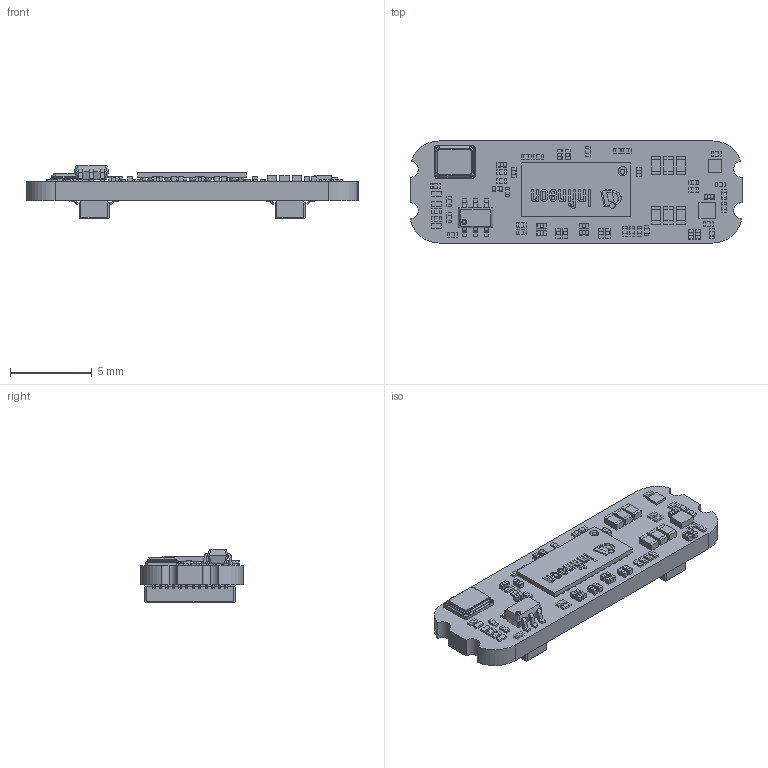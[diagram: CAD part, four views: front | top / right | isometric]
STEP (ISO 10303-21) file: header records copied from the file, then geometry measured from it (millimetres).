
FILE_DESCRIPTION(('Open CASCADE Model'),'2;1');
FILE_NAME('Open CASCADE Shape Model','2021-09-06T12:29:45',('Author'),( 'Open CASCADE'),'Open CASCADE STEP processor 6.8','Open CASCADE 6.8' ,'Unknown');
FILE_SCHEMA(('AUTOMOTIVE_DESIGN { 1 0 10303 214 1 1 1 1 }'));
Length unit declared in the file: millimetre
Products named in the file (88): PCB; Board; Open CASCADE STEP translator 6.8 1.1.1; Open CASCADE STEP translator 6.8 1.1.1.1; J4; 6395695312; Extruded; 6395695552; J3; 6395346624; 6395346864; R29; R28; R25; R23; R22; R5; U1; BGA-42_0.5P_3.30X6.70X0.56; C4; User_Library-cap_0201; P; 6395693952; R11; R1; L3; L1; C14; C13; C12; C10; C9; C3; C1; U3; 6395696432; C7; C8; C11; C16 ...
Assembly tree (202 placements, depth 4):
  PCB
    Board
      Open CASCADE STEP translator 6.8 1.1.1
        Open CASCADE STEP translator 6.8 1.1.1.1
    J4
      6395695312  x2
        Extruded
      6395695552
        Extruded
    J3
      6395346624  x2
        Extruded
      6395346864
        Extruded
    R29
      6395695552
        Extruded
      6395695312  x2
        Extruded
    R28
      6395346864
        Extruded
      6395346624  x2
        Extruded
    R25
      6395346864
        Extruded
      6395346624  x2
        Extruded
    R23
      6395695552
        Extruded
      6395695312  x2
        Extruded
    R22
      6395695552
        Extruded
      6395695312  x2
        Extruded
    R5
      6395346864
        Extruded
      6395346624  x2
        Extruded
    U1
      BGA-42_0.5P_3.30X6.70X0.56
    C4
      User_Library-cap_0201
    P
      6395693952
        Extruded
    R11
      6395695552
        Extruded
      6395695312  x2
        Extruded
    R1
      6395695552
        Extruded
      6395695312  x2
Bounding box: 20.32 x 6.25 x 3.27 mm (x, y, z)
Volume: 174.7 mm3; surface area: 565.2 mm2
Topology: 130 solids, 130 shells, 2562 faces, 6532 edges, 4111 vertices
Faces by surface type: plane 1584, cylinder 668, sphere 220, torus 44, bspline 36, cone 10
Entity records: 35821 total; most frequent: CARTESIAN_POINT 6729, DIRECTION 5231, ORIENTED_EDGE 5044, EDGE_CURVE 2522, AXIS2_PLACEMENT_3D 1813, VERTEX_POINT 1719, LINE 1605, VECTOR 1605
